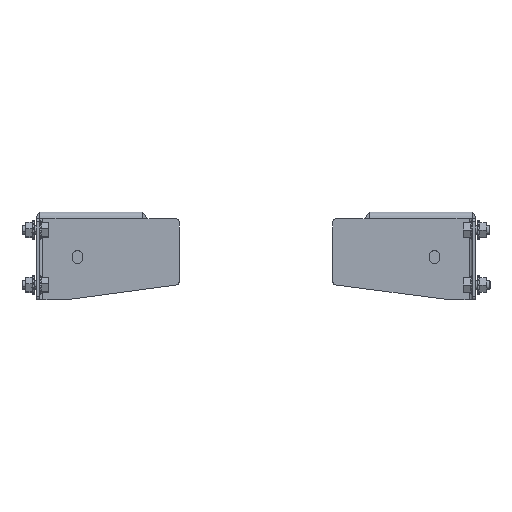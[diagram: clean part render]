
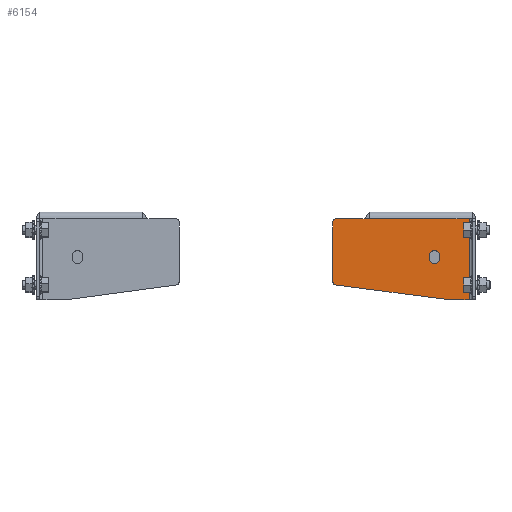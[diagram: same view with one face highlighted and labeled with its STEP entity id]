
A CAD part, front view. The second image highlights one B-rep face of the part: STEP entity #6154.
In plain terms, the highlighted planar face has unit normal (0, -1, 0).
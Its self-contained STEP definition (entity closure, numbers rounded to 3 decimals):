
#80 = EDGE_CURVE ( 'NONE', #9200, #6618, #9235, .T. ) ;
#102 = CIRCLE ( 'NONE', #8640, 4.5 ) ;
#465 = VERTEX_POINT ( 'NONE', #12841 ) ;
#706 = CARTESIAN_POINT ( 'NONE',  ( -44., -50., 3. ) ) ;
#792 = LINE ( 'NONE', #13319, #10805 ) ;
#971 = CARTESIAN_POINT ( 'NONE',  ( -8., -50., 39.5 ) ) ;
#1055 = AXIS2_PLACEMENT_3D ( 'NONE', #11873, #11819, #10399 ) ;
#1083 = VERTEX_POINT ( 'NONE', #15362 ) ;
#1147 = AXIS2_PLACEMENT_3D ( 'NONE', #10193, #10042, #10101 ) ;
#1195 = DIRECTION ( 'NONE',  ( 0., 0., -1. ) ) ;
#1313 = DIRECTION ( 'NONE',  ( 0., 1., 0. ) ) ;
#1382 = CARTESIAN_POINT ( 'NONE',  ( -12.5, -50., 39.5 ) ) ;
#1444 = CIRCLE ( 'NONE', #1055, 3. ) ;
#1699 = CIRCLE ( 'NONE', #4745, 3. ) ;
#1740 = LINE ( 'NONE', #16968, #8117 ) ;
#1748 = DIRECTION ( 'NONE',  ( 0., 0., 1. ) ) ;
#1780 = ORIENTED_EDGE ( 'NONE', *, *, #5588, .T. ) ;
#1881 = CARTESIAN_POINT ( 'NONE',  ( -44., -50., 3. ) ) ;
#2009 = VECTOR ( 'NONE', #1748, 1000. ) ;
#2135 = CARTESIAN_POINT ( 'NONE',  ( 47., -50., 77. ) ) ;
#2310 = VECTOR ( 'NONE', #11713, 1000. ) ;
#2322 = DIRECTION ( 'NONE',  ( 1., 0., 0. ) ) ;
#2681 = CARTESIAN_POINT ( 'NONE',  ( -12.5, -50., 44. ) ) ;
#2690 = CARTESIAN_POINT ( 'NONE',  ( -27.195, -50., 77. ) ) ;
#3058 = CARTESIAN_POINT ( 'NONE',  ( 80., -50., 6. ) ) ;
#3399 = EDGE_CURVE ( 'NONE', #465, #5141, #1444, .T. ) ;
#3576 = LINE ( 'NONE', #16274, #16321 ) ;
#3719 = CARTESIAN_POINT ( 'NONE',  ( -12.5, -50., 39.5 ) ) ;
#3721 = ORIENTED_EDGE ( 'NONE', *, *, #7413, .T. ) ;
#4205 = DIRECTION ( 'NONE',  ( 0., -1., 0. ) ) ;
#4535 = DIRECTION ( 'NONE',  ( 0., 0., 1. ) ) ;
#4621 = FACE_BOUND ( 'NONE', #7416, .T. ) ;
#4711 = VERTEX_POINT ( 'NONE', #15489 ) ;
#4745 = AXIS2_PLACEMENT_3D ( 'NONE', #12347, #4205, #13731 ) ;
#4791 = VECTOR ( 'NONE', #17473, 1000. ) ;
#4948 = EDGE_LOOP ( 'NONE', ( #9859, #14169, #15082, #7765, #1780, #9101, #15398, #15893, #3721 ) ) ;
#5052 = FACE_OUTER_BOUND ( 'NONE', #4948, .T. ) ;
#5091 = DIRECTION ( 'NONE',  ( 0., 0., -1. ) ) ;
#5141 = VERTEX_POINT ( 'NONE', #3058 ) ;
#5231 = EDGE_CURVE ( 'NONE', #6618, #13873, #14229, .T. ) ;
#5588 = EDGE_CURVE ( 'NONE', #1083, #13004, #3576, .T. ) ;
#5938 = LINE ( 'NONE', #11748, #2310 ) ;
#6100 = EDGE_CURVE ( 'NONE', #8401, #16863, #9118, .T. ) ;
#6154 = ADVANCED_FACE ( 'NONE', ( #4621, #5052 ), #9826, .T. ) ;
#6618 = VERTEX_POINT ( 'NONE', #10520 ) ;
#6626 = CARTESIAN_POINT ( 'NONE',  ( -26.806, -50., 76.975 ) ) ;
#7413 = EDGE_CURVE ( 'NONE', #9200, #12799, #15198, .T. ) ;
#7416 = EDGE_LOOP ( 'NONE', ( #8248, #16760, #15813, #12614, #10076 ) ) ;
#7765 = ORIENTED_EDGE ( 'NONE', *, *, #10823, .T. ) ;
#8117 = VECTOR ( 'NONE', #16936, 1000. ) ;
#8248 = ORIENTED_EDGE ( 'NONE', *, *, #8550, .T. ) ;
#8401 = VERTEX_POINT ( 'NONE', #2681 ) ;
#8550 = EDGE_CURVE ( 'NONE', #12156, #11323, #12830, .T. ) ;
#8581 = DIRECTION ( 'NONE',  ( 0., 0., -1. ) ) ;
#8620 = CARTESIAN_POINT ( 'NONE',  ( -17., -50., 36.5 ) ) ;
#8640 = AXIS2_PLACEMENT_3D ( 'NONE', #3719, #13227, #5091 ) ;
#8888 = AXIS2_PLACEMENT_3D ( 'NONE', #1382, #1313, #1195 ) ;
#9054 = VECTOR ( 'NONE', #4535, 1000. ) ;
#9101 = ORIENTED_EDGE ( 'NONE', *, *, #15769, .T. ) ;
#9118 = CIRCLE ( 'NONE', #8888, 4.5 ) ;
#9200 = VERTEX_POINT ( 'NONE', #706 ) ;
#9235 = LINE ( 'NONE', #1881, #2009 ) ;
#9362 = DIRECTION ( 'NONE',  ( 0., -1., 0. ) ) ;
#9650 = CARTESIAN_POINT ( 'NONE',  ( 47., -50., 0. ) ) ;
#9826 = PLANE ( 'NONE',  #16117 ) ;
#9859 = ORIENTED_EDGE ( 'NONE', *, *, #11056, .F. ) ;
#10042 = DIRECTION ( 'NONE',  ( 0., -1., 0. ) ) ;
#10076 = ORIENTED_EDGE ( 'NONE', *, *, #12743, .T. ) ;
#10101 = DIRECTION ( 'NONE',  ( 0., 0., -1. ) ) ;
#10193 = CARTESIAN_POINT ( 'NONE',  ( 77., -50., 60.367 ) ) ;
#10399 = DIRECTION ( 'NONE',  ( 0., 0., -1. ) ) ;
#10453 = CARTESIAN_POINT ( 'NONE',  ( 80., -50., 60.367 ) ) ;
#10520 = CARTESIAN_POINT ( 'NONE',  ( -44., -50., 77. ) ) ;
#10763 = CARTESIAN_POINT ( 'NONE',  ( 47., -50., 3. ) ) ;
#10805 = VECTOR ( 'NONE', #13172, 1000. ) ;
#10823 = EDGE_CURVE ( 'NONE', #11529, #1083, #15108, .T. ) ;
#11056 = EDGE_CURVE ( 'NONE', #465, #12799, #1740, .T. ) ;
#11323 = VERTEX_POINT ( 'NONE', #14065 ) ;
#11529 = VERTEX_POINT ( 'NONE', #10453 ) ;
#11713 = DIRECTION ( 'NONE',  ( 0., 0., -1. ) ) ;
#11748 = CARTESIAN_POINT ( 'NONE',  ( -8., -50., 36.5 ) ) ;
#11819 = DIRECTION ( 'NONE',  ( 0., -1., 0. ) ) ;
#11873 = CARTESIAN_POINT ( 'NONE',  ( 77., -50., 6. ) ) ;
#12156 = VERTEX_POINT ( 'NONE', #15330 ) ;
#12310 = VECTOR ( 'NONE', #2322, 1000. ) ;
#12347 = CARTESIAN_POINT ( 'NONE',  ( -27.195, -50., 74. ) ) ;
#12614 = ORIENTED_EDGE ( 'NONE', *, *, #6100, .T. ) ;
#12627 = EDGE_CURVE ( 'NONE', #11529, #5141, #792, .T. ) ;
#12652 = LINE ( 'NONE', #8620, #9054 ) ;
#12743 = EDGE_CURVE ( 'NONE', #16863, #12156, #5938, .T. ) ;
#12799 = VERTEX_POINT ( 'NONE', #10763 ) ;
#12830 = CIRCLE ( 'NONE', #14553, 4.5 ) ;
#12841 = CARTESIAN_POINT ( 'NONE',  ( 77., -50., 3. ) ) ;
#13004 = VERTEX_POINT ( 'NONE', #6626 ) ;
#13172 = DIRECTION ( 'NONE',  ( 0., 0., -1. ) ) ;
#13227 = DIRECTION ( 'NONE',  ( 0., 1., 0. ) ) ;
#13319 = CARTESIAN_POINT ( 'NONE',  ( 80., -50., 3. ) ) ;
#13731 = DIRECTION ( 'NONE',  ( 0., 0., -1. ) ) ;
#13873 = VERTEX_POINT ( 'NONE', #2690 ) ;
#14065 = CARTESIAN_POINT ( 'NONE',  ( -17., -50., 36.5 ) ) ;
#14169 = ORIENTED_EDGE ( 'NONE', *, *, #3399, .T. ) ;
#14229 = LINE ( 'NONE', #2135, #12310 ) ;
#14312 = EDGE_CURVE ( 'NONE', #4711, #8401, #102, .T. ) ;
#14553 = AXIS2_PLACEMENT_3D ( 'NONE', #15418, #16600, #15010 ) ;
#14644 = EDGE_CURVE ( 'NONE', #11323, #4711, #12652, .T. ) ;
#15010 = DIRECTION ( 'NONE',  ( 0., 0., -1. ) ) ;
#15082 = ORIENTED_EDGE ( 'NONE', *, *, #12627, .F. ) ;
#15108 = CIRCLE ( 'NONE', #1147, 3. ) ;
#15198 = LINE ( 'NONE', #17509, #4791 ) ;
#15330 = CARTESIAN_POINT ( 'NONE',  ( -8., -50., 36.5 ) ) ;
#15362 = CARTESIAN_POINT ( 'NONE',  ( 77.389, -50., 63.342 ) ) ;
#15398 = ORIENTED_EDGE ( 'NONE', *, *, #5231, .F. ) ;
#15418 = CARTESIAN_POINT ( 'NONE',  ( -12.5, -50., 36.5 ) ) ;
#15489 = CARTESIAN_POINT ( 'NONE',  ( -17., -50., 39.5 ) ) ;
#15769 = EDGE_CURVE ( 'NONE', #13004, #13873, #1699, .T. ) ;
#15813 = ORIENTED_EDGE ( 'NONE', *, *, #14312, .T. ) ;
#15893 = ORIENTED_EDGE ( 'NONE', *, *, #80, .F. ) ;
#16117 = AXIS2_PLACEMENT_3D ( 'NONE', #9650, #9362, #8581 ) ;
#16144 = DIRECTION ( 'NONE',  ( -0.992, 0., 0.13 ) ) ;
#16274 = CARTESIAN_POINT ( 'NONE',  ( -27., -50., 77. ) ) ;
#16321 = VECTOR ( 'NONE', #16144, 1000. ) ;
#16600 = DIRECTION ( 'NONE',  ( 0., 1., 0. ) ) ;
#16760 = ORIENTED_EDGE ( 'NONE', *, *, #14644, .T. ) ;
#16863 = VERTEX_POINT ( 'NONE', #971 ) ;
#16936 = DIRECTION ( 'NONE',  ( -1., 0., 0. ) ) ;
#16968 = CARTESIAN_POINT ( 'NONE',  ( 47., -50., 3. ) ) ;
#17473 = DIRECTION ( 'NONE',  ( 1., 0., 0. ) ) ;
#17509 = CARTESIAN_POINT ( 'NONE',  ( 47., -50., 3. ) ) ;
